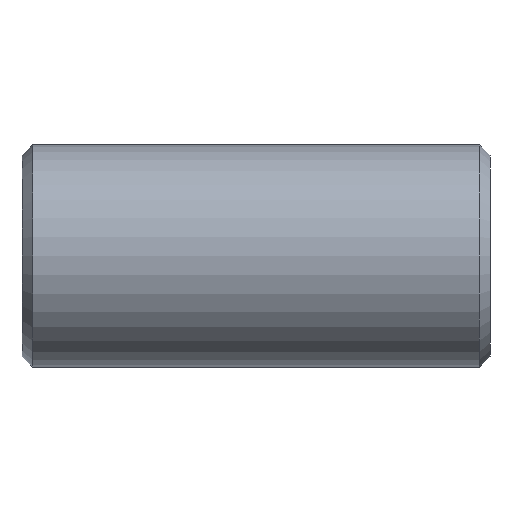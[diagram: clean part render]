
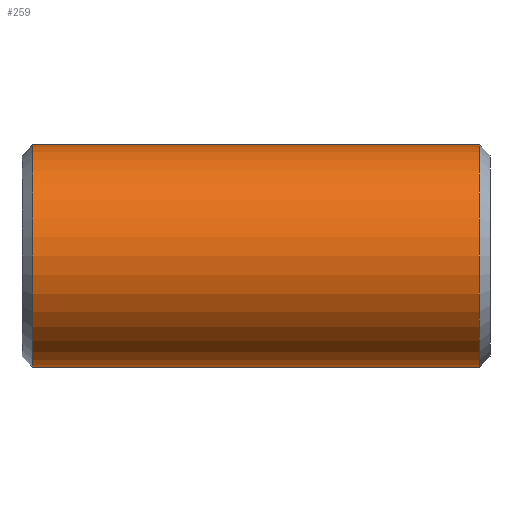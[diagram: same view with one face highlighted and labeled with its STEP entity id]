
A CAD part, front view. The second image highlights one B-rep face of the part: STEP entity #259.
In plain terms, the highlighted cylindrical face has radius 30.163 mm (diameter 60.325 mm), a partial arc.
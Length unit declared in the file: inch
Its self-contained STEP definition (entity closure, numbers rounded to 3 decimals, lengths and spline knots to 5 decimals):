
#17 = VERTEX_POINT ( 'NONE', #212 ) ;
#19 = EDGE_CURVE ( 'NONE', #17, #501, #382, .T. ) ;
#49 = VERTEX_POINT ( 'NONE', #54 ) ;
#51 = CIRCLE ( 'NONE', #532, 1.1875 ) ;
#54 = CARTESIAN_POINT ( 'NONE',  ( 2.38533, 0., 1.1875 ) ) ;
#56 = DIRECTION ( 'NONE',  ( 0., 0., -1. ) ) ;
#102 = CARTESIAN_POINT ( 'NONE',  ( -2.38533, 0., -1.1875 ) ) ;
#109 = VECTOR ( 'NONE', #713, 39.37008 ) ;
#130 = EDGE_CURVE ( 'NONE', #49, #659, #251, .T. ) ;
#134 = AXIS2_PLACEMENT_3D ( 'NONE', #633, #524, #165 ) ;
#165 = DIRECTION ( 'NONE',  ( 0., 0., 1. ) ) ;
#169 = FACE_OUTER_BOUND ( 'NONE', #663, .T. ) ;
#170 = ORIENTED_EDGE ( 'NONE', *, *, #333, .T. ) ;
#212 = CARTESIAN_POINT ( 'NONE',  ( 2.38533, 0., -1.1875 ) ) ;
#227 = DIRECTION ( 'NONE',  ( -1., 0., 0. ) ) ;
#251 = LINE ( 'NONE', #545, #109 ) ;
#259 = ADVANCED_FACE ( 'NONE', ( #169 ), #290, .T. ) ;
#268 = ORIENTED_EDGE ( 'NONE', *, *, #19, .F. ) ;
#282 = CARTESIAN_POINT ( 'NONE',  ( -2.38533, 0., 0. ) ) ;
#290 = CYLINDRICAL_SURFACE ( 'NONE', #134, 1.1875 ) ;
#333 = EDGE_CURVE ( 'NONE', #17, #49, #51, .T. ) ;
#368 = ORIENTED_EDGE ( 'NONE', *, *, #130, .T. ) ;
#382 = LINE ( 'NONE', #618, #603 ) ;
#436 = DIRECTION ( 'NONE',  ( -1., 0., 0. ) ) ;
#441 = CARTESIAN_POINT ( 'NONE',  ( -2.38533, 0., 1.1875 ) ) ;
#447 = AXIS2_PLACEMENT_3D ( 'NONE', #282, #564, #688 ) ;
#501 = VERTEX_POINT ( 'NONE', #102 ) ;
#524 = DIRECTION ( 'NONE',  ( -1., 0., 0. ) ) ;
#532 = AXIS2_PLACEMENT_3D ( 'NONE', #736, #227, #56 ) ;
#545 = CARTESIAN_POINT ( 'NONE',  ( 2.5, 0., 1.1875 ) ) ;
#564 = DIRECTION ( 'NONE',  ( 1., 0., 0. ) ) ;
#567 = ORIENTED_EDGE ( 'NONE', *, *, #599, .T. ) ;
#590 = CIRCLE ( 'NONE', #447, 1.1875 ) ;
#599 = EDGE_CURVE ( 'NONE', #659, #501, #590, .T. ) ;
#603 = VECTOR ( 'NONE', #436, 39.37008 ) ;
#618 = CARTESIAN_POINT ( 'NONE',  ( 2.5, 0., -1.1875 ) ) ;
#633 = CARTESIAN_POINT ( 'NONE',  ( 2.5, 0., 0. ) ) ;
#659 = VERTEX_POINT ( 'NONE', #441 ) ;
#663 = EDGE_LOOP ( 'NONE', ( #268, #170, #368, #567 ) ) ;
#688 = DIRECTION ( 'NONE',  ( 0., 0., 1. ) ) ;
#713 = DIRECTION ( 'NONE',  ( -1., 0., 0. ) ) ;
#736 = CARTESIAN_POINT ( 'NONE',  ( 2.38533, 0., 0. ) ) ;
